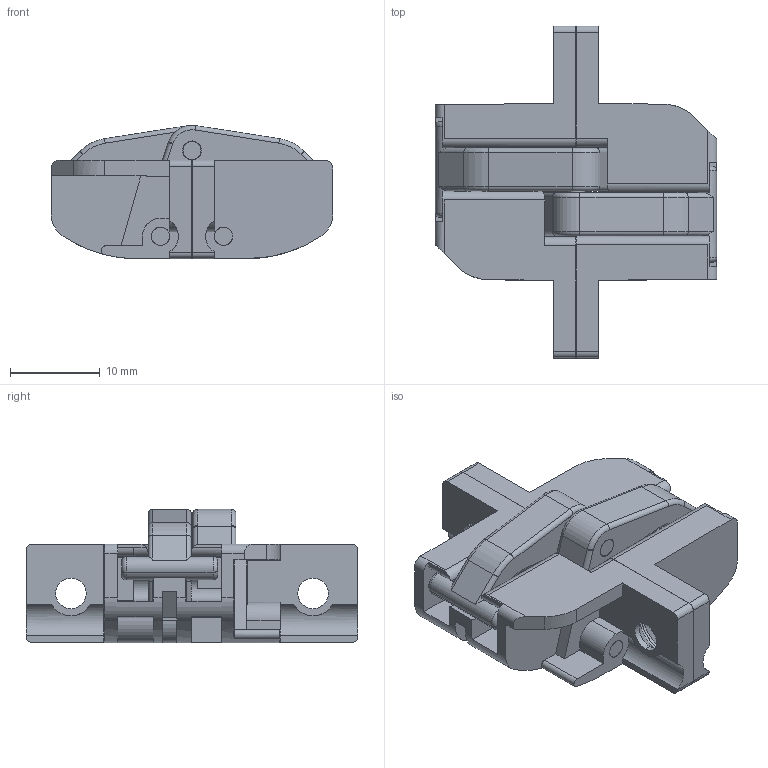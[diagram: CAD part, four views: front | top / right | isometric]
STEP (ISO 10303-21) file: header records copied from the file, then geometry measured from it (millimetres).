
FILE_DESCRIPTION (( 'STEP AP203' ), '1' );
FILE_NAME ('BP-335.STEP', '2017-10-06T02:33:29', ( '' ), ( '' ), 'SwSTEP 2.0', 'SolidWorks 2014', '' );
FILE_SCHEMA (( 'CONFIG_CONTROL_DESIGN' ));
Length unit declared in the file: millimetre
Products named in the file (5): BP-335羽根_; BP-335ピンB_; BP-335; BP-335ピンA_; BP-335アーム_
Assembly tree (7 placements, depth 2):
  BP-335
    BP-335羽根_  x2
    BP-335アーム_  x2
    BP-335ピンA_  x2
    BP-335ピンB_
Bounding box: 31.42 x 37 x 14.88 mm (x, y, z)
Volume: 4838.3 mm3; surface area: 6432.7 mm2
Topology: 7 solids, 7 shells, 336 faces, 898 edges, 576 vertices
Faces by surface type: plane 152, cylinder 144, torus 32, cone 8
Entity records: 6009 total; most frequent: CARTESIAN_POINT 1115, DIRECTION 927, ORIENTED_EDGE 904, EDGE_CURVE 452, AXIS2_PLACEMENT_3D 334, VERTEX_POINT 290, LINE 259, VECTOR 259
